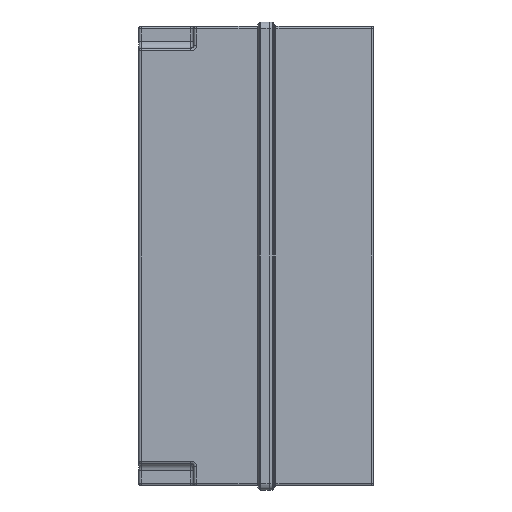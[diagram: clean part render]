
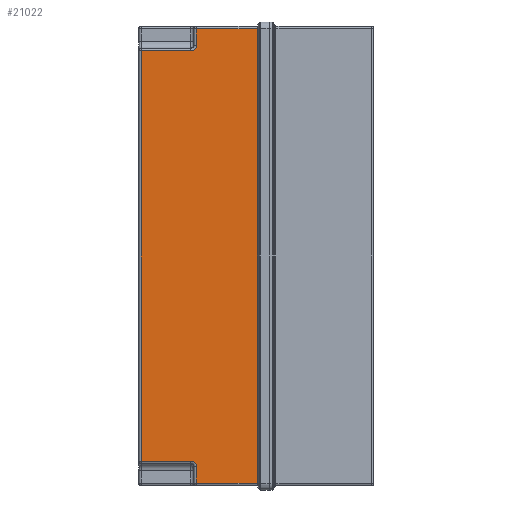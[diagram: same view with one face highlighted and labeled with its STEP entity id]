
A CAD part, left-side view. The second image highlights one B-rep face of the part: STEP entity #21022.
In plain terms, the highlighted face is planar.
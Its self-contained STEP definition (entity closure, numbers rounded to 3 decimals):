
#1618 = CARTESIAN_POINT ( 'NONE',  ( 167.25, 38., 149.25 ) ) ;
#2643 = VECTOR ( 'NONE', #44084, 1000. ) ;
#3023 = CIRCLE ( 'NONE', #29667, 4. ) ;
#3586 = VERTEX_POINT ( 'NONE', #52517 ) ;
#4299 = VERTEX_POINT ( 'NONE', #19138 ) ;
#4663 = LINE ( 'NONE', #6177, #2643 ) ;
#5832 = DIRECTION ( 'NONE',  ( 0., 0., 1. ) ) ;
#6177 = CARTESIAN_POINT ( 'NONE',  ( 167.25, 2., -165.25 ) ) ;
#6331 = EDGE_CURVE ( 'NONE', #4299, #57426, #31241, .T. ) ;
#10537 = EDGE_CURVE ( 'NONE', #4299, #45035, #3023, .T. ) ;
#10966 = CARTESIAN_POINT ( 'NONE',  ( 167.25, 86.271, 165.25 ) ) ;
#11546 = VERTEX_POINT ( 'NONE', #60338 ) ;
#12136 = VERTEX_POINT ( 'NONE', #53394 ) ;
#12452 = DIRECTION ( 'NONE',  ( 1., 0., 0. ) ) ;
#12482 = CARTESIAN_POINT ( 'NONE',  ( 167.25, 86.271, -165.25 ) ) ;
#13240 = EDGE_CURVE ( 'NONE', #73628, #81119, #48307, .T. ) ;
#15914 = ORIENTED_EDGE ( 'NONE', *, *, #6331, .T. ) ;
#17344 = DIRECTION ( 'NONE',  ( 0., 1., 0. ) ) ;
#17472 = LINE ( 'NONE', #24602, #51156 ) ;
#17960 = EDGE_CURVE ( 'NONE', #11546, #45035, #17472, .T. ) ;
#18228 = DIRECTION ( 'NONE',  ( 0., 1., 0. ) ) ;
#19138 = CARTESIAN_POINT ( 'NONE',  ( 167.25, 42., -153.25 ) ) ;
#19991 = CARTESIAN_POINT ( 'NONE',  ( 167.25, 86.271, -165.25 ) ) ;
#20563 = CARTESIAN_POINT ( 'NONE',  ( 167.25, 2., 149.25 ) ) ;
#20589 = FACE_OUTER_BOUND ( 'NONE', #62905, .T. ) ;
#20612 = EDGE_CURVE ( 'NONE', #23380, #12136, #74132, .T. ) ;
#21022 = ADVANCED_FACE ( 'NONE', ( #20589 ), #56452, .T. ) ;
#21028 = VECTOR ( 'NONE', #53861, 1000. ) ;
#22206 = EDGE_CURVE ( 'NONE', #3586, #11546, #4663, .T. ) ;
#23380 = VERTEX_POINT ( 'NONE', #1618 ) ;
#24602 = CARTESIAN_POINT ( 'NONE',  ( 167.25, 40., -149.25 ) ) ;
#24646 = CARTESIAN_POINT ( 'NONE',  ( 167.25, 86.271, -165.25 ) ) ;
#27950 = ORIENTED_EDGE ( 'NONE', *, *, #22206, .T. ) ;
#29667 = AXIS2_PLACEMENT_3D ( 'NONE', #75074, #37166, #81426 ) ;
#29858 = CARTESIAN_POINT ( 'NONE',  ( 167.25, 42., -165.25 ) ) ;
#31241 = LINE ( 'NONE', #29858, #46122 ) ;
#31425 = VECTOR ( 'NONE', #17344, 1000. ) ;
#33666 = VECTOR ( 'NONE', #64808, 1000. ) ;
#34175 = CARTESIAN_POINT ( 'NONE',  ( 167.25, 38., 153.25 ) ) ;
#34795 = VECTOR ( 'NONE', #43753, 1000. ) ;
#35738 = ORIENTED_EDGE ( 'NONE', *, *, #13240, .T. ) ;
#35896 = CARTESIAN_POINT ( 'NONE',  ( 167.25, 42., -165.25 ) ) ;
#36278 = DIRECTION ( 'NONE',  ( 0., 0., -1. ) ) ;
#37166 = DIRECTION ( 'NONE',  ( 1., 0., 0. ) ) ;
#40538 = DIRECTION ( 'NONE',  ( 0., 0., -1. ) ) ;
#41557 = ORIENTED_EDGE ( 'NONE', *, *, #17960, .T. ) ;
#41687 = VERTEX_POINT ( 'NONE', #78124 ) ;
#43753 = DIRECTION ( 'NONE',  ( 0., 1., 0. ) ) ;
#44084 = DIRECTION ( 'NONE',  ( 0., 0., -1. ) ) ;
#45035 = VERTEX_POINT ( 'NONE', #80818 ) ;
#45453 = ORIENTED_EDGE ( 'NONE', *, *, #58793, .T. ) ;
#46122 = VECTOR ( 'NONE', #36278, 1000. ) ;
#47021 = AXIS2_PLACEMENT_3D ( 'NONE', #34175, #78445, #40538 ) ;
#47513 = CARTESIAN_POINT ( 'NONE',  ( 167.25, 42., 151.25 ) ) ;
#48290 = LINE ( 'NONE', #10966, #31425 ) ;
#48307 = LINE ( 'NONE', #24646, #80028 ) ;
#50366 = CARTESIAN_POINT ( 'NONE',  ( 167.25, 86.271, -165.25 ) ) ;
#51156 = VECTOR ( 'NONE', #18228, 1000. ) ;
#51616 = LINE ( 'NONE', #12482, #34795 ) ;
#51897 = EDGE_CURVE ( 'NONE', #23380, #3586, #63334, .T. ) ;
#52517 = CARTESIAN_POINT ( 'NONE',  ( 167.25, 2., 149.25 ) ) ;
#53394 = CARTESIAN_POINT ( 'NONE',  ( 167.25, 42., 153.25 ) ) ;
#53861 = DIRECTION ( 'NONE',  ( 0., 0., -1. ) ) ;
#54046 = EDGE_CURVE ( 'NONE', #41687, #81119, #48290, .T. ) ;
#54714 = LINE ( 'NONE', #47513, #21028 ) ;
#56452 = PLANE ( 'NONE',  #62421 ) ;
#56717 = DIRECTION ( 'NONE',  ( 0., 0., -1. ) ) ;
#57426 = VERTEX_POINT ( 'NONE', #35896 ) ;
#58793 = EDGE_CURVE ( 'NONE', #41687, #12136, #54714, .T. ) ;
#60338 = CARTESIAN_POINT ( 'NONE',  ( 167.25, 2., -149.25 ) ) ;
#62421 = AXIS2_PLACEMENT_3D ( 'NONE', #50366, #12452, #56717 ) ;
#62590 = EDGE_CURVE ( 'NONE', #57426, #73628, #51616, .T. ) ;
#62905 = EDGE_LOOP ( 'NONE', ( #78995, #15914, #63904, #35738, #76587, #45453, #74771, #79737, #27950, #41557 ) ) ;
#63334 = LINE ( 'NONE', #20563, #33666 ) ;
#63904 = ORIENTED_EDGE ( 'NONE', *, *, #62590, .T. ) ;
#64808 = DIRECTION ( 'NONE',  ( 0., -1., 0. ) ) ;
#68759 = CARTESIAN_POINT ( 'NONE',  ( 167.25, 86.271, 165.25 ) ) ;
#73628 = VERTEX_POINT ( 'NONE', #19991 ) ;
#74132 = CIRCLE ( 'NONE', #47021, 4. ) ;
#74771 = ORIENTED_EDGE ( 'NONE', *, *, #20612, .F. ) ;
#75074 = CARTESIAN_POINT ( 'NONE',  ( 167.25, 38., -153.25 ) ) ;
#76587 = ORIENTED_EDGE ( 'NONE', *, *, #54046, .F. ) ;
#78124 = CARTESIAN_POINT ( 'NONE',  ( 167.25, 42., 165.25 ) ) ;
#78445 = DIRECTION ( 'NONE',  ( 1., 0., 0. ) ) ;
#78995 = ORIENTED_EDGE ( 'NONE', *, *, #10537, .F. ) ;
#79737 = ORIENTED_EDGE ( 'NONE', *, *, #51897, .T. ) ;
#80028 = VECTOR ( 'NONE', #5832, 1000. ) ;
#80818 = CARTESIAN_POINT ( 'NONE',  ( 167.25, 38., -149.25 ) ) ;
#81119 = VERTEX_POINT ( 'NONE', #68759 ) ;
#81426 = DIRECTION ( 'NONE',  ( 0., 0., -1. ) ) ;
